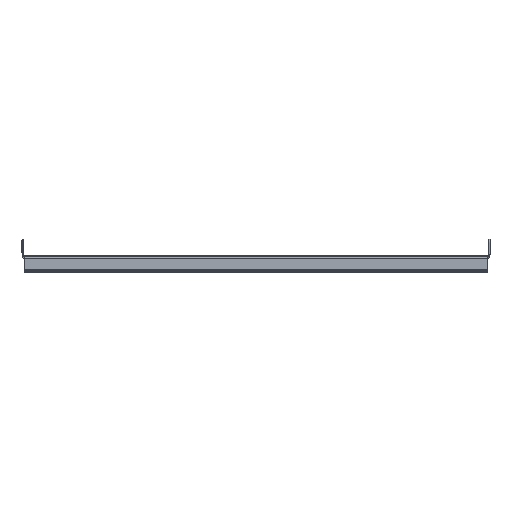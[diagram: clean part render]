
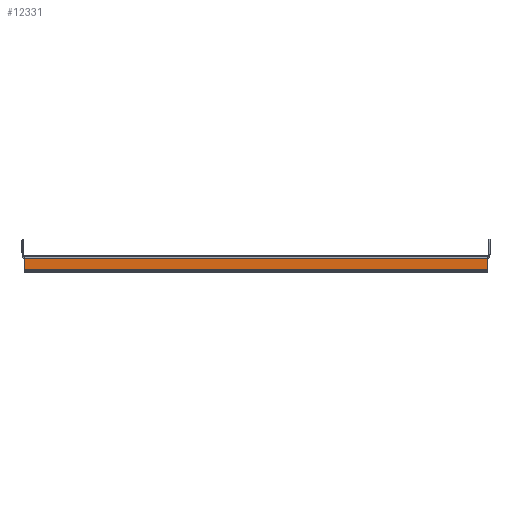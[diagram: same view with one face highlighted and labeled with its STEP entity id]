
A CAD part, top view. The second image highlights one B-rep face of the part: STEP entity #12331.
In plain terms, the highlighted planar face has unit normal (0, 0, 1).
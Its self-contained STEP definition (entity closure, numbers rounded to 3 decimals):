
#6074 = AXIS2_PLACEMENT_3D ( 'NONE', #25170, #11642, #17286 ) ;
#7736 = CARTESIAN_POINT ( 'NONE',  ( 293., -17., 498.5 ) ) ;
#8120 = DIRECTION ( 'NONE',  ( 0., 1., 0. ) ) ;
#8410 = EDGE_CURVE ( 'NONE', #18726, #12954, #18308, .T. ) ;
#8863 = CARTESIAN_POINT ( 'NONE',  ( -293., -3., 498.5 ) ) ;
#8895 = CARTESIAN_POINT ( 'NONE',  ( -293., -24.243, 498.5 ) ) ;
#10488 = EDGE_CURVE ( 'NONE', #15412, #12954, #11815, .T. ) ;
#11260 = DIRECTION ( 'NONE',  ( 0., 1., 0. ) ) ;
#11301 = CARTESIAN_POINT ( 'NONE',  ( 293., -3., 498.5 ) ) ;
#11642 = DIRECTION ( 'NONE',  ( 0., 0., 1. ) ) ;
#11815 = LINE ( 'NONE', #8895, #33032 ) ;
#12272 = VECTOR ( 'NONE', #8120, 1000. ) ;
#12331 = ADVANCED_FACE ( 'NONE', ( #26445 ), #38366, .T. ) ;
#12805 = VECTOR ( 'NONE', #13226, 1000. ) ;
#12954 = VERTEX_POINT ( 'NONE', #8863 ) ;
#13226 = DIRECTION ( 'NONE',  ( 1., 0., 0. ) ) ;
#14341 = CARTESIAN_POINT ( 'NONE',  ( 293., -24.243, 498.5 ) ) ;
#15406 = CARTESIAN_POINT ( 'NONE',  ( 0., -3., 498.5 ) ) ;
#15412 = VERTEX_POINT ( 'NONE', #20706 ) ;
#16154 = EDGE_CURVE ( 'NONE', #26025, #18726, #23312, .T. ) ;
#17286 = DIRECTION ( 'NONE',  ( 0., -1., 0. ) ) ;
#18308 = LINE ( 'NONE', #15406, #32202 ) ;
#18369 = ORIENTED_EDGE ( 'NONE', *, *, #29573, .T. ) ;
#18726 = VERTEX_POINT ( 'NONE', #11301 ) ;
#18903 = DIRECTION ( 'NONE',  ( -1., 0., 0. ) ) ;
#20706 = CARTESIAN_POINT ( 'NONE',  ( -293., -17., 498.5 ) ) ;
#23312 = LINE ( 'NONE', #14341, #12272 ) ;
#25170 = CARTESIAN_POINT ( 'NONE',  ( 0., 0., 498.5 ) ) ;
#26025 = VERTEX_POINT ( 'NONE', #7736 ) ;
#26445 = FACE_OUTER_BOUND ( 'NONE', #34318, .T. ) ;
#29573 = EDGE_CURVE ( 'NONE', #15412, #26025, #37419, .T. ) ;
#32202 = VECTOR ( 'NONE', #18903, 1000. ) ;
#33032 = VECTOR ( 'NONE', #11260, 1000. ) ;
#33132 = ORIENTED_EDGE ( 'NONE', *, *, #8410, .T. ) ;
#33403 = ORIENTED_EDGE ( 'NONE', *, *, #10488, .F. ) ;
#34318 = EDGE_LOOP ( 'NONE', ( #33403, #18369, #36097, #33132 ) ) ;
#36097 = ORIENTED_EDGE ( 'NONE', *, *, #16154, .T. ) ;
#37419 = LINE ( 'NONE', #37800, #12805 ) ;
#37800 = CARTESIAN_POINT ( 'NONE',  ( -296., -17., 498.5 ) ) ;
#38366 = PLANE ( 'NONE',  #6074 ) ;
